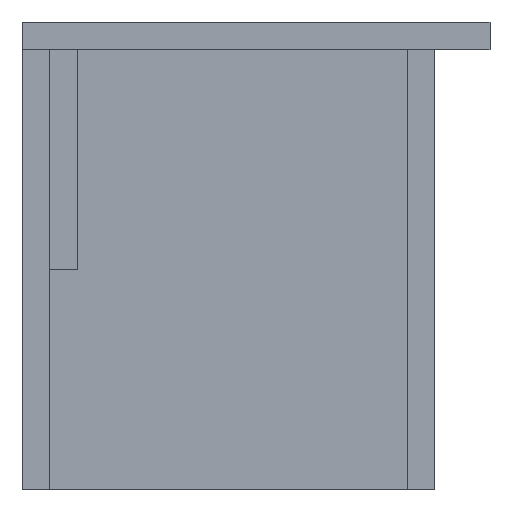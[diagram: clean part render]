
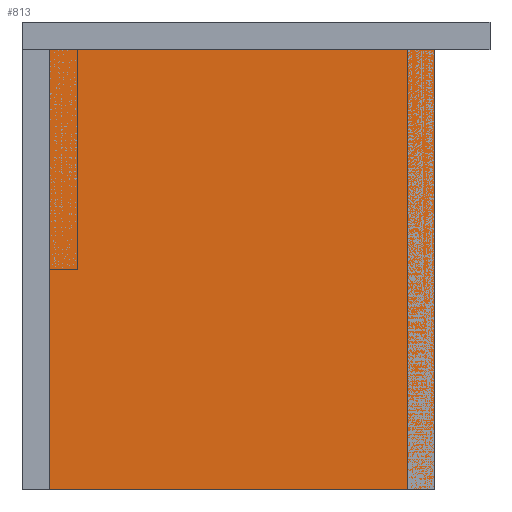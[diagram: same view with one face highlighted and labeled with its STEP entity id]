
A CAD part, left-side view. The second image highlights one B-rep face of the part: STEP entity #813.
In plain terms, the highlighted planar face has unit normal (-1, 0, 0).
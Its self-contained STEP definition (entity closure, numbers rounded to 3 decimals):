
#694 = VERTEX_POINT('',#695);
#695 = CARTESIAN_POINT('',(0.,0.,16.));
#712 = VERTEX_POINT('',#713);
#713 = CARTESIAN_POINT('',(0.,15.,16.));
#719 = EDGE_CURVE('',#694,#712,#720,.T.);
#720 = LINE('',#721,#722);
#721 = CARTESIAN_POINT('',(0.,0.,16.));
#722 = VECTOR('',#723,1.);
#723 = DIRECTION('',(0.,1.,0.));
#743 = VERTEX_POINT('',#744);
#744 = CARTESIAN_POINT('',(0.,15.,0.));
#750 = EDGE_CURVE('',#712,#743,#751,.T.);
#751 = LINE('',#752,#753);
#752 = CARTESIAN_POINT('',(0.,15.,16.));
#753 = VECTOR('',#754,1.);
#754 = DIRECTION('',(0.,0.,-1.));
#774 = VERTEX_POINT('',#775);
#775 = CARTESIAN_POINT('',(0.,0.,0.));
#781 = EDGE_CURVE('',#743,#774,#782,.T.);
#782 = LINE('',#783,#784);
#783 = CARTESIAN_POINT('',(0.,15.,0.));
#784 = VECTOR('',#785,1.);
#785 = DIRECTION('',(0.,-1.,0.));
#803 = EDGE_CURVE('',#774,#694,#804,.T.);
#804 = LINE('',#805,#806);
#805 = CARTESIAN_POINT('',(0.,0.,0.));
#806 = VECTOR('',#807,1.);
#807 = DIRECTION('',(0.,0.,1.));
#813 = ADVANCED_FACE('',(#814),#820,.F.);
#814 = FACE_BOUND('',#815,.T.);
#815 = EDGE_LOOP('',(#816,#817,#818,#819));
#816 = ORIENTED_EDGE('',*,*,#719,.T.);
#817 = ORIENTED_EDGE('',*,*,#750,.T.);
#818 = ORIENTED_EDGE('',*,*,#781,.T.);
#819 = ORIENTED_EDGE('',*,*,#803,.T.);
#820 = PLANE('',#821);
#821 = AXIS2_PLACEMENT_3D('',#822,#823,#824);
#822 = CARTESIAN_POINT('',(0.,7.5,8.));
#823 = DIRECTION('',(1.,0.,0.));
#824 = DIRECTION('',(0.,0.,1.));
